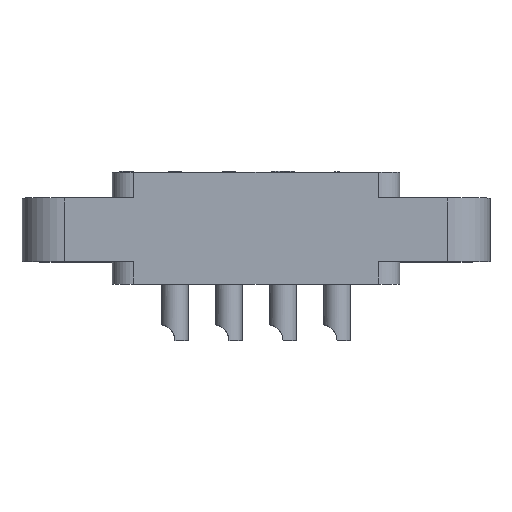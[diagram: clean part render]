
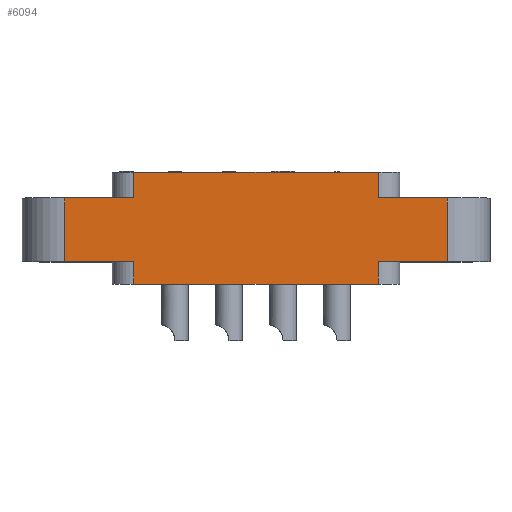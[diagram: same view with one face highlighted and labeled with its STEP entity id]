
A CAD part, top view. The second image highlights one B-rep face of the part: STEP entity #6094.
In plain terms, the highlighted planar face has unit normal (0, 0, 1).
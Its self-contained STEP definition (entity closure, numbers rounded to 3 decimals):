
#9=DIRECTION('',(-1.,0.,0.));
#10=VECTOR('',#9,23.);
#11=CARTESIAN_POINT('',(11.5,10.5,6.6));
#12=LINE('',#11,#10);
#863=DIRECTION('',(0.,-1.,0.));
#864=VECTOR('',#863,2.4);
#865=CARTESIAN_POINT('',(-11.5,10.5,6.6));
#866=LINE('',#865,#864);
#881=DIRECTION('',(0.,1.,0.));
#882=VECTOR('',#881,2.4);
#883=CARTESIAN_POINT('',(11.5,8.1,6.6));
#884=LINE('',#883,#882);
#903=DIRECTION('',(-1.,0.,0.));
#904=VECTOR('',#903,6.5);
#905=CARTESIAN_POINT('',(18.,8.1,6.6));
#906=LINE('',#905,#904);
#947=DIRECTION('',(1.,0.,0.));
#948=VECTOR('',#947,6.5);
#949=CARTESIAN_POINT('',(11.5,2.1,6.6));
#950=LINE('',#949,#948);
#991=DIRECTION('',(1.,0.,0.));
#992=VECTOR('',#991,23.);
#993=CARTESIAN_POINT('',(-11.5,0.,6.6));
#994=LINE('',#993,#992);
#1137=DIRECTION('',(1.,0.,0.));
#1138=VECTOR('',#1137,6.5);
#1139=CARTESIAN_POINT('',(-18.,2.1,6.6));
#1140=LINE('',#1139,#1138);
#1155=DIRECTION('',(0.,-1.,0.));
#1156=VECTOR('',#1155,2.1);
#1157=CARTESIAN_POINT('',(-11.5,2.1,6.6));
#1158=LINE('',#1157,#1156);
#1195=DIRECTION('',(-1.,0.,0.));
#1196=VECTOR('',#1195,6.5);
#1197=CARTESIAN_POINT('',(-11.5,8.1,6.6));
#1198=LINE('',#1197,#1196);
#1213=DIRECTION('',(0.,-1.,0.));
#1214=VECTOR('',#1213,6.);
#1215=CARTESIAN_POINT('',(-18.,8.1,6.6));
#1216=LINE('',#1215,#1214);
#1243=DIRECTION('',(0.,1.,0.));
#1244=VECTOR('',#1243,2.1);
#1245=CARTESIAN_POINT('',(11.5,0.,6.6));
#1246=LINE('',#1245,#1244);
#2505=DIRECTION('',(0.,1.,0.));
#2506=VECTOR('',#2505,6.);
#2507=CARTESIAN_POINT('',(18.,2.1,6.6));
#2508=LINE('',#2507,#2506);
#4231=CARTESIAN_POINT('',(18.,2.1,6.6));
#4232=CARTESIAN_POINT('',(18.,8.1,6.6));
#4233=VERTEX_POINT('',#4231);
#4234=VERTEX_POINT('',#4232);
#4247=CARTESIAN_POINT('',(-18.,8.1,6.6));
#4248=CARTESIAN_POINT('',(-18.,2.1,6.6));
#4249=VERTEX_POINT('',#4247);
#4250=VERTEX_POINT('',#4248);
#4279=CARTESIAN_POINT('',(11.5,8.1,6.6));
#4280=CARTESIAN_POINT('',(11.5,10.5,6.6));
#4281=VERTEX_POINT('',#4279);
#4282=VERTEX_POINT('',#4280);
#4287=CARTESIAN_POINT('',(11.5,0.,6.6));
#4288=CARTESIAN_POINT('',(11.5,2.1,6.6));
#4289=VERTEX_POINT('',#4287);
#4290=VERTEX_POINT('',#4288);
#4295=CARTESIAN_POINT('',(-11.5,2.1,6.6));
#4296=CARTESIAN_POINT('',(-11.5,0.,6.6));
#4297=VERTEX_POINT('',#4295);
#4298=VERTEX_POINT('',#4296);
#4303=CARTESIAN_POINT('',(-11.5,10.5,6.6));
#4304=CARTESIAN_POINT('',(-11.5,8.1,6.6));
#4305=VERTEX_POINT('',#4303);
#4306=VERTEX_POINT('',#4304);
#6065=CARTESIAN_POINT('',(0.,0.,6.6));
#6066=DIRECTION('',(0.,0.,1.));
#6067=DIRECTION('',(1.,0.,0.));
#6068=AXIS2_PLACEMENT_3D('',#6065,#6066,#6067);
#6069=PLANE('',#6068);
#6071=ORIENTED_EDGE('',*,*,#6070,.F.);
#6073=ORIENTED_EDGE('',*,*,#6072,.F.);
#6075=ORIENTED_EDGE('',*,*,#6074,.F.);
#6077=ORIENTED_EDGE('',*,*,#6076,.F.);
#6079=ORIENTED_EDGE('',*,*,#6078,.F.);
#6081=ORIENTED_EDGE('',*,*,#6080,.F.);
#6083=ORIENTED_EDGE('',*,*,#6082,.F.);
#6085=ORIENTED_EDGE('',*,*,#6084,.F.);
#6087=ORIENTED_EDGE('',*,*,#6086,.F.);
#6089=ORIENTED_EDGE('',*,*,#6088,.F.);
#6090=ORIENTED_EDGE('',*,*,#6056,.F.);
#6091=ORIENTED_EDGE('',*,*,#5538,.F.);
#6092=EDGE_LOOP('',(#6071,#6073,#6075,#6077,#6079,#6081,#6083,#6085,#6087,#6089,
#6090,#6091));
#6093=FACE_OUTER_BOUND('',#6092,.F.);
#6094=ADVANCED_FACE('',(#6093),#6069,.T.);
#5538=EDGE_CURVE('',#4282,#4305,#12,.T.);
#6056=EDGE_CURVE('',#4305,#4306,#866,.T.);
#6070=EDGE_CURVE('',#4281,#4282,#884,.T.);
#6072=EDGE_CURVE('',#4234,#4281,#906,.T.);
#6074=EDGE_CURVE('',#4233,#4234,#2508,.T.);
#6076=EDGE_CURVE('',#4290,#4233,#950,.T.);
#6078=EDGE_CURVE('',#4289,#4290,#1246,.T.);
#6080=EDGE_CURVE('',#4298,#4289,#994,.T.);
#6082=EDGE_CURVE('',#4297,#4298,#1158,.T.);
#6084=EDGE_CURVE('',#4250,#4297,#1140,.T.);
#6086=EDGE_CURVE('',#4249,#4250,#1216,.T.);
#6088=EDGE_CURVE('',#4306,#4249,#1198,.T.);
